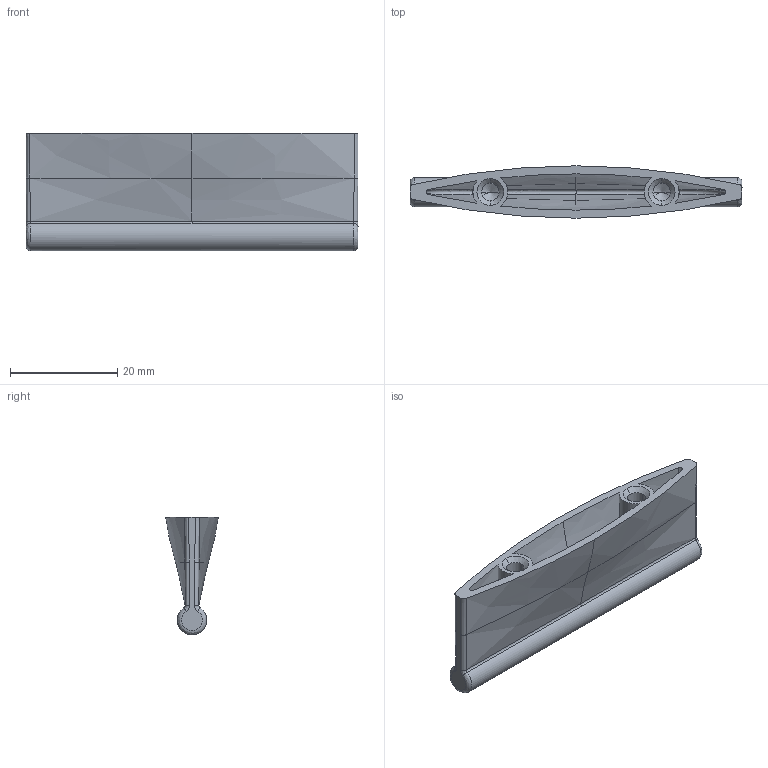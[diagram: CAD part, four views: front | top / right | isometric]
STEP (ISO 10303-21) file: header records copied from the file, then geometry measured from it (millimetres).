
FILE_DESCRIPTION(('Creo Elements/Direct Modeling STEP Export'),'2;1');
FILE_NAME('2412-62.stp','2022-01-27T10:13:44',(''),(''),'Creo Elements/Direct Modeling STEP processor for AP214 (Solid Model)','Creo Elements/Direct Modeling 20.0 12-Nov-2016 (C) Parametric Technology GmbH','');
FILE_SCHEMA(('AUTOMOTIVE_DESIGN { 1 0 10303 214 1 1 1 1 }'));
Length unit declared in the file: millimetre
Products named in the file (2): ZN-10231
Assembly tree (1 placements, depth 2):
  ZN-10231
    ZN-10231
Bounding box: 62 x 9.78 x 22 mm (x, y, z)
Volume: 4758.7 mm3; surface area: 4789.9 mm2
Topology: 1 solids, 1 shells, 68 faces, 161 edges, 98 vertices
Faces by surface type: bspline 42, cylinder 13, cone 8, plane 5
Entity records: 7612 total; most frequent: CARTESIAN_POINT 6368, ORIENTED_EDGE 314, EDGE_CURVE 157, DIRECTION 110, VERTEX_POINT 98, B_SPLINE_CURVE_WITH_KNOTS 94, EDGE_LOOP 75, FACE_OUTER_BOUND 68
